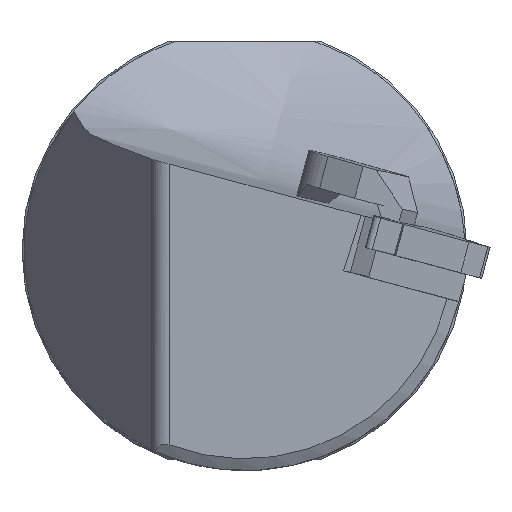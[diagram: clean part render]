
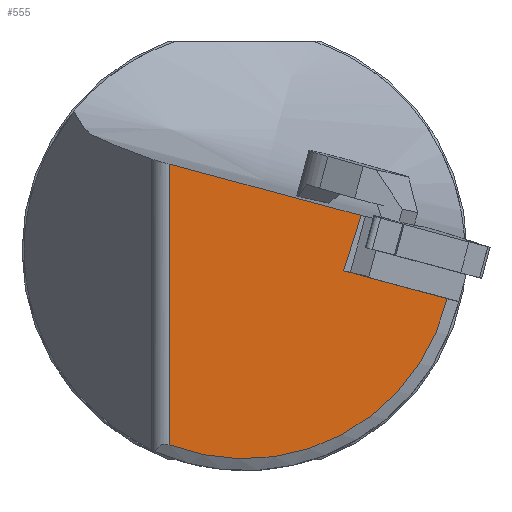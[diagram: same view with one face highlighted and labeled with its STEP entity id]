
A CAD part, left-side view. The second image highlights one B-rep face of the part: STEP entity #555.
In plain terms, the highlighted planar face has unit normal (-1, 0, 0).
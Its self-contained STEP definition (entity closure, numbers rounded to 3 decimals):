
#46=B_SPLINE_CURVE_WITH_KNOTS('',3,(#2236,#2237,#2238,#2239,#2240,#2241,
#2242),.UNSPECIFIED.,.F.,.F.,(4,3,4),(0.,0.886,1.),
 .UNSPECIFIED.);
#555=ADVANCED_FACE('',(#653),#598,.T.);
#598=PLANE('',#1579);
#653=FACE_OUTER_BOUND('',#713,.T.);
#713=EDGE_LOOP('',(#1022,#1023,#1024,#1025,#1026,#1027));
#731=CIRCLE('',#1554,23.413);
#1022=ORIENTED_EDGE('',*,*,#1293,.F.);
#1023=ORIENTED_EDGE('',*,*,#1273,.F.);
#1024=ORIENTED_EDGE('',*,*,#1292,.T.);
#1025=ORIENTED_EDGE('',*,*,#1255,.T.);
#1026=ORIENTED_EDGE('',*,*,#1208,.F.);
#1027=ORIENTED_EDGE('',*,*,#1216,.F.);
#1077=VERTEX_POINT('',#1961);
#1089=VERTEX_POINT('',#1993);
#1094=VERTEX_POINT('',#2021);
#1120=VERTEX_POINT('',#2121);
#1133=VERTEX_POINT('',#2235);
#1134=VERTEX_POINT('',#2243);
#1208=EDGE_CURVE('',#1077,#1089,#1351,.T.);
#1216=EDGE_CURVE('',#1094,#1077,#1357,.T.);
#1255=EDGE_CURVE('',#1120,#1089,#731,.T.);
#1273=EDGE_CURVE('',#1133,#1134,#46,.T.);
#1292=EDGE_CURVE('',#1133,#1120,#1394,.T.);
#1293=EDGE_CURVE('',#1134,#1094,#1395,.T.);
#1351=LINE('',#1992,#1452);
#1357=LINE('',#2020,#1458);
#1394=LINE('',#2534,#1495);
#1395=LINE('',#2536,#1496);
#1452=VECTOR('',#1704,1.);
#1458=VECTOR('',#1716,1.);
#1495=VECTOR('',#1843,1.);
#1496=VECTOR('',#1846,1.);
#1554=AXIS2_PLACEMENT_3D('',#2120,#1787,#1788);
#1579=AXIS2_PLACEMENT_3D('',#2537,#1847,#1848);
#1704=DIRECTION('',(0.,-0.966,-0.259));
#1716=DIRECTION('',(0.,-0.966,-0.259));
#1787=DIRECTION('',(-1.,0.,0.));
#1788=DIRECTION('',(0.,-1.,0.));
#1843=DIRECTION('',(0.,0.,-1.));
#1846=DIRECTION('',(0.,0.302,-0.953));
#1847=DIRECTION('',(-1.,0.,0.));
#1848=DIRECTION('',(0.,-1.,0.));
#1961=CARTESIAN_POINT('',(-250.031,13.4,49.177));
#1992=CARTESIAN_POINT('',(-250.031,8.329,47.818));
#1993=CARTESIAN_POINT('',(-250.031,4.566,46.81));
#2020=CARTESIAN_POINT('',(-250.031,157.491,87.786));
#2021=CARTESIAN_POINT('',(-250.031,16.206,49.928));
#2120=CARTESIAN_POINT('',(-250.031,27.348,52.21));
#2121=CARTESIAN_POINT('',(-250.031,35.809,30.379));
#2235=CARTESIAN_POINT('',(-250.031,35.809,61.914));
#2236=CARTESIAN_POINT('',(-250.031,35.809,61.914));
#2237=CARTESIAN_POINT('',(-250.031,29.44,60.206));
#2238=CARTESIAN_POINT('',(-250.031,23.07,58.5));
#2239=CARTESIAN_POINT('',(-250.031,16.701,56.793));
#2240=CARTESIAN_POINT('',(-250.031,15.88,56.574));
#2241=CARTESIAN_POINT('',(-250.031,15.059,56.354));
#2242=CARTESIAN_POINT('',(-250.031,14.238,56.134));
#2243=CARTESIAN_POINT('',(-250.031,14.238,56.134));
#2534=CARTESIAN_POINT('',(-250.031,35.809,541.908));
#2536=CARTESIAN_POINT('',(-250.031,-123.771,491.299));
#2537=CARTESIAN_POINT('',(-250.031,35.809,541.908));
